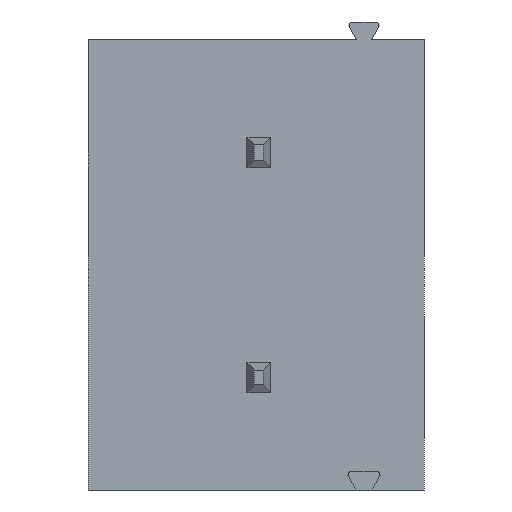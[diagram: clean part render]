
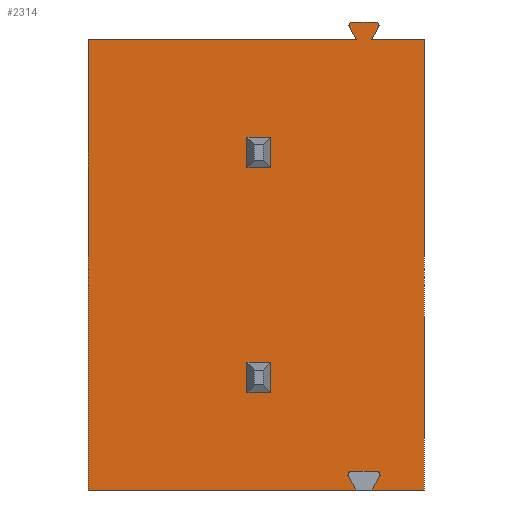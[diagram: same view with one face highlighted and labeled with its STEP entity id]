
A CAD part, front view. The second image highlights one B-rep face of the part: STEP entity #2314.
In plain terms, the highlighted planar face has unit normal (0, -1, 0).
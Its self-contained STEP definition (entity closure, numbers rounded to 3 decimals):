
#22=DIRECTION('',(1.,0.,0.));
#23=VECTOR('',#22,8.935);
#24=CARTESIAN_POINT('',(-5.6,-9.,-11.25));
#25=LINE('',#24,#23);
#38=DIRECTION('',(1.,0.,0.));
#39=VECTOR('',#38,1.735);
#40=CARTESIAN_POINT('',(3.865,-9.,-11.25));
#41=LINE('',#40,#39);
#573=DIRECTION('',(0.,0.,1.));
#574=VECTOR('',#573,15.);
#575=CARTESIAN_POINT('',(5.6,-9.,-11.25));
#576=LINE('',#575,#574);
#609=DIRECTION('',(0.5,0.,-0.866));
#610=VECTOR('',#609,0.502);
#611=CARTESIAN_POINT('',(3.084,-9.,-10.815));
#612=LINE('',#611,#610);
#613=DIRECTION('',(0.,0.,1.));
#614=VECTOR('',#613,15.);
#615=CARTESIAN_POINT('',(-5.6,-9.,-11.25));
#616=LINE('',#615,#614);
#617=DIRECTION('',(0.5,0.,-0.866));
#618=VECTOR('',#617,0.468);
#619=CARTESIAN_POINT('',(3.116,-9.,4.155));
#620=LINE('',#619,#618);
#621=CARTESIAN_POINT('',(3.229,-9.,4.22));
#622=DIRECTION('',(0.,-1.,0.));
#623=DIRECTION('',(0.,0.,1.));
#624=AXIS2_PLACEMENT_3D('',#621,#622,#623);
#626=DIRECTION('',(-1.,0.,0.));
#627=VECTOR('',#626,0.742);
#628=CARTESIAN_POINT('',(3.971,-9.,4.35));
#629=LINE('',#628,#627);
#630=CARTESIAN_POINT('',(3.971,-9.,4.22));
#631=DIRECTION('',(0.,-1.,0.));
#632=DIRECTION('',(0.866,0.,-0.5));
#633=AXIS2_PLACEMENT_3D('',#630,#631,#632);
#635=DIRECTION('',(0.5,0.,0.866));
#636=VECTOR('',#635,0.468);
#637=CARTESIAN_POINT('',(3.85,-9.,3.75));
#638=LINE('',#637,#636);
#639=DIRECTION('',(0.5,0.,0.866));
#640=VECTOR('',#639,0.502);
#641=CARTESIAN_POINT('',(3.865,-9.,-11.25));
#642=LINE('',#641,#640);
#643=CARTESIAN_POINT('',(4.004,-9.,-10.75));
#644=DIRECTION('',(0.,-1.,0.));
#645=DIRECTION('',(0.866,0.,-0.5));
#646=AXIS2_PLACEMENT_3D('',#643,#644,#645);
#648=DIRECTION('',(-1.,0.,0.));
#649=VECTOR('',#648,0.807);
#650=CARTESIAN_POINT('',(4.004,-9.,-10.62));
#651=LINE('',#650,#649);
#652=CARTESIAN_POINT('',(3.196,-9.,-10.75));
#653=DIRECTION('',(0.,-1.,0.));
#654=DIRECTION('',(0.,0.,1.));
#655=AXIS2_PLACEMENT_3D('',#652,#653,#654);
#657=DIRECTION('',(-1.,0.,0.));
#658=VECTOR('',#657,0.8);
#659=CARTESIAN_POINT('',(0.497,-9.,0.5));
#660=LINE('',#659,#658);
#661=DIRECTION('',(0.,0.,-1.));
#662=VECTOR('',#661,1.);
#663=CARTESIAN_POINT('',(-0.303,-9.,0.5));
#664=LINE('',#663,#662);
#665=DIRECTION('',(-1.,0.,0.));
#666=VECTOR('',#665,0.8);
#667=CARTESIAN_POINT('',(0.497,-9.,-0.5));
#668=LINE('',#667,#666);
#669=DIRECTION('',(0.,0.,-1.));
#670=VECTOR('',#669,1.);
#671=CARTESIAN_POINT('',(0.497,-9.,0.5));
#672=LINE('',#671,#670);
#673=DIRECTION('',(-1.,0.,0.));
#674=VECTOR('',#673,0.8);
#675=CARTESIAN_POINT('',(0.497,-9.,-7.));
#676=LINE('',#675,#674);
#677=DIRECTION('',(0.,0.,-1.));
#678=VECTOR('',#677,1.);
#679=CARTESIAN_POINT('',(-0.303,-9.,-7.));
#680=LINE('',#679,#678);
#681=DIRECTION('',(-1.,0.,0.));
#682=VECTOR('',#681,0.8);
#683=CARTESIAN_POINT('',(0.497,-9.,-8.));
#684=LINE('',#683,#682);
#685=DIRECTION('',(0.,0.,-1.));
#686=VECTOR('',#685,1.);
#687=CARTESIAN_POINT('',(0.497,-9.,-7.));
#688=LINE('',#687,#686);
#743=DIRECTION('',(1.,0.,0.));
#744=VECTOR('',#743,8.95);
#745=CARTESIAN_POINT('',(-5.6,-9.,3.75));
#746=LINE('',#745,#744);
#795=DIRECTION('',(1.,0.,0.));
#796=VECTOR('',#795,1.75);
#797=CARTESIAN_POINT('',(3.85,-9.,3.75));
#798=LINE('',#797,#796);
#1157=CARTESIAN_POINT('',(5.6,-9.,-11.25));
#1159=VERTEX_POINT('',#1157);
#1165=CARTESIAN_POINT('',(5.6,-9.,3.75));
#1167=VERTEX_POINT('',#1165);
#1173=CARTESIAN_POINT('',(-5.6,-9.,-11.25));
#1174=CARTESIAN_POINT('',(-5.6,-9.,3.75));
#1175=VERTEX_POINT('',#1173);
#1176=VERTEX_POINT('',#1174);
#1177=CARTESIAN_POINT('',(3.971,-9.,4.35));
#1178=CARTESIAN_POINT('',(3.229,-9.,4.35));
#1179=VERTEX_POINT('',#1177);
#1180=VERTEX_POINT('',#1178);
#1181=CARTESIAN_POINT('',(3.116,-9.,4.155));
#1182=VERTEX_POINT('',#1181);
#1183=CARTESIAN_POINT('',(4.084,-9.,4.155));
#1184=VERTEX_POINT('',#1183);
#1193=CARTESIAN_POINT('',(3.35,-9.,3.75));
#1194=VERTEX_POINT('',#1193);
#1195=CARTESIAN_POINT('',(3.85,-9.,3.75));
#1196=VERTEX_POINT('',#1195);
#1209=CARTESIAN_POINT('',(3.084,-9.,-10.815));
#1210=CARTESIAN_POINT('',(3.335,-9.,-11.25));
#1211=VERTEX_POINT('',#1209);
#1212=VERTEX_POINT('',#1210);
#1213=CARTESIAN_POINT('',(3.865,-9.,-11.25));
#1214=CARTESIAN_POINT('',(4.116,-9.,-10.815));
#1215=VERTEX_POINT('',#1213);
#1216=VERTEX_POINT('',#1214);
#1217=CARTESIAN_POINT('',(4.004,-9.,-10.62));
#1218=VERTEX_POINT('',#1217);
#1219=CARTESIAN_POINT('',(3.196,-9.,-10.62));
#1220=VERTEX_POINT('',#1219);
#1249=CARTESIAN_POINT('',(0.497,-9.,0.5));
#1250=CARTESIAN_POINT('',(-0.303,-9.,0.5));
#1251=VERTEX_POINT('',#1249);
#1252=VERTEX_POINT('',#1250);
#1253=CARTESIAN_POINT('',(0.497,-9.,-0.5));
#1254=CARTESIAN_POINT('',(-0.303,-9.,-0.5));
#1255=VERTEX_POINT('',#1253);
#1256=VERTEX_POINT('',#1254);
#1333=CARTESIAN_POINT('',(0.497,-9.,-7.));
#1334=VERTEX_POINT('',#1333);
#1335=CARTESIAN_POINT('',(-0.303,-9.,-7.));
#1336=VERTEX_POINT('',#1335);
#1337=CARTESIAN_POINT('',(0.497,-9.,-8.));
#1338=VERTEX_POINT('',#1337);
#1339=CARTESIAN_POINT('',(-0.303,-9.,-8.));
#1340=VERTEX_POINT('',#1339);
#2258=CARTESIAN_POINT('',(-5.6,-9.,-11.25));
#2259=DIRECTION('',(0.,-1.,0.));
#2260=DIRECTION('',(1.,0.,0.));
#2261=AXIS2_PLACEMENT_3D('',#2258,#2259,#2260);
#2262=PLANE('',#2261);
#2264=ORIENTED_EDGE('',*,*,#2263,.T.);
#2265=ORIENTED_EDGE('',*,*,#1482,.F.);
#2267=ORIENTED_EDGE('',*,*,#2266,.T.);
#2269=ORIENTED_EDGE('',*,*,#2268,.T.);
#2271=ORIENTED_EDGE('',*,*,#2270,.F.);
#2273=ORIENTED_EDGE('',*,*,#2272,.F.);
#2275=ORIENTED_EDGE('',*,*,#2274,.F.);
#2277=ORIENTED_EDGE('',*,*,#2276,.F.);
#2279=ORIENTED_EDGE('',*,*,#2278,.F.);
#2281=ORIENTED_EDGE('',*,*,#2280,.T.);
#2282=ORIENTED_EDGE('',*,*,#2230,.F.);
#2283=ORIENTED_EDGE('',*,*,#1490,.F.);
#2285=ORIENTED_EDGE('',*,*,#2284,.T.);
#2287=ORIENTED_EDGE('',*,*,#2286,.T.);
#2289=ORIENTED_EDGE('',*,*,#2288,.T.);
#2291=ORIENTED_EDGE('',*,*,#2290,.T.);
#2292=EDGE_LOOP('',(#2264,#2265,#2267,#2269,#2271,#2273,#2275,#2277,#2279,#2281,
#2282,#2283,#2285,#2287,#2289,#2291));
#2293=FACE_OUTER_BOUND('',#2292,.F.);
#2295=ORIENTED_EDGE('',*,*,#2294,.T.);
#2297=ORIENTED_EDGE('',*,*,#2296,.T.);
#2299=ORIENTED_EDGE('',*,*,#2298,.F.);
#2301=ORIENTED_EDGE('',*,*,#2300,.F.);
#2302=EDGE_LOOP('',(#2295,#2297,#2299,#2301));
#2303=FACE_BOUND('',#2302,.F.);
#2305=ORIENTED_EDGE('',*,*,#2304,.T.);
#2307=ORIENTED_EDGE('',*,*,#2306,.T.);
#2309=ORIENTED_EDGE('',*,*,#2308,.F.);
#2311=ORIENTED_EDGE('',*,*,#2310,.F.);
#2312=EDGE_LOOP('',(#2305,#2307,#2309,#2311));
#2313=FACE_BOUND('',#2312,.F.);
#625=CIRCLE('',#624,0.13);
#634=CIRCLE('',#633,0.13);
#647=CIRCLE('',#646,0.13);
#656=CIRCLE('',#655,0.13);
#1482=EDGE_CURVE('',#1175,#1212,#25,.T.);
#1490=EDGE_CURVE('',#1215,#1159,#41,.T.);
#2230=EDGE_CURVE('',#1159,#1167,#576,.T.);
#2263=EDGE_CURVE('',#1211,#1212,#612,.T.);
#2266=EDGE_CURVE('',#1175,#1176,#616,.T.);
#2268=EDGE_CURVE('',#1176,#1194,#746,.T.);
#2270=EDGE_CURVE('',#1182,#1194,#620,.T.);
#2272=EDGE_CURVE('',#1180,#1182,#625,.T.);
#2274=EDGE_CURVE('',#1179,#1180,#629,.T.);
#2276=EDGE_CURVE('',#1184,#1179,#634,.T.);
#2278=EDGE_CURVE('',#1196,#1184,#638,.T.);
#2280=EDGE_CURVE('',#1196,#1167,#798,.T.);
#2284=EDGE_CURVE('',#1215,#1216,#642,.T.);
#2286=EDGE_CURVE('',#1216,#1218,#647,.T.);
#2288=EDGE_CURVE('',#1218,#1220,#651,.T.);
#2290=EDGE_CURVE('',#1220,#1211,#656,.T.);
#2294=EDGE_CURVE('',#1251,#1252,#660,.T.);
#2296=EDGE_CURVE('',#1252,#1256,#664,.T.);
#2298=EDGE_CURVE('',#1255,#1256,#668,.T.);
#2300=EDGE_CURVE('',#1251,#1255,#672,.T.);
#2304=EDGE_CURVE('',#1334,#1336,#676,.T.);
#2306=EDGE_CURVE('',#1336,#1340,#680,.T.);
#2308=EDGE_CURVE('',#1338,#1340,#684,.T.);
#2310=EDGE_CURVE('',#1334,#1338,#688,.T.);
#2314=ADVANCED_FACE('',(#2293,#2303,#2313),#2262,.T.);
